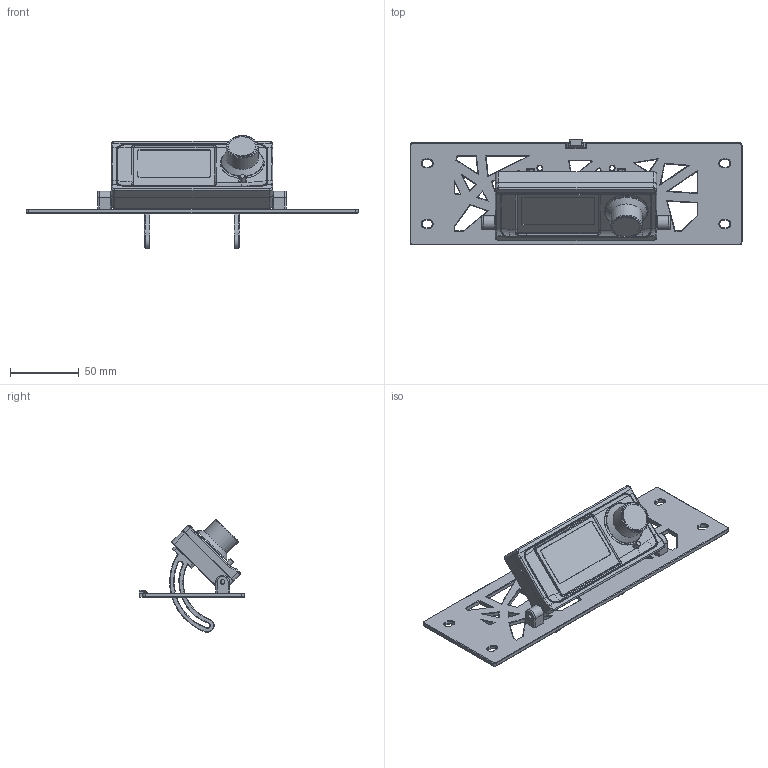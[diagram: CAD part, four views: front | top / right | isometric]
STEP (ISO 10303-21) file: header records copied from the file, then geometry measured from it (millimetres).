
FILE_DESCRIPTION(/* description */ (''),/* implementation_level */ '2;1');
FILE_NAME(/* name */ 'K3_12864_Backpack_Mount.step',/* time_stamp */ '2022-06-26T11:05:39-05:00',/* author */ (''),/* organization */ (''),/* preprocessor_version */ 'ST-DEVELOPER v19',/* originating_system */ 'Autodesk Translation Framework v11.7.0.108',/* authorisation */ '');
FILE_SCHEMA (('AUTOMOTIVE_DESIGN { 1 0 10303 214 3 1 1 }'));
Products named in the file (17): K3_12864_Backpack_Mount; Top Bracket; Mini12864 Assembly; LCD Case Front; [a]_mini12864_case_front_insert (1); M3 Threaded Insert; M3 Threaded Insert (31); M3 Threaded Insert (32); M3 Threaded Insert (33); LCD Case Rear; M3x12 SHCS (1); M3x12 SHCS (12); M3x12 SHCS (23); M3x12 SHCS (24); Mini12864 Screen; Kill Button; Jog
Assembly tree (16 placements, depth 4):
  K3_12864_Backpack_Mount
    Top Bracket
    Mini12864 Assembly
      LCD Case Front
        [a]_mini12864_case_front_insert (1)
        M3 Threaded Insert
        M3 Threaded Insert (31)
        M3 Threaded Insert (32)
        M3 Threaded Insert (33)
      LCD Case Rear
        M3x12 SHCS (1)
        M3x12 SHCS (12)
        M3x12 SHCS (23)
        M3x12 SHCS (24)
      Mini12864 Screen
        Kill Button
        Jog
Bounding box: 241 x 76.5 x 81.92 mm (x, y, z)
Volume: 124586.9 mm3; surface area: 107896.6 mm2
Topology: 26 solids, 26 shells, 1638 faces, 4161 edges, 2584 vertices
Faces by surface type: plane 744, bspline 361, cylinder 357, cone 134, torus 40, sphere 2
Full cylindrical faces by diameter (mm): 2.8 x2, 2.9 x4, 3 x7, 3.25 x4, 3.4 x12, 3.5 x5, 4.2 x4, 4.25 x4, 4.6 x4, 4.7 x8, 5.5 x4, 6 x4, 7 x2, 8 x2, 11 x1, 12 x2, 19.6 x1, 21.2 x1, 21.6 x1, 23.2 x1, 30 x1
Entity records: 58150 total; most frequent: CARTESIAN_POINT 19438, ORIENTED_EDGE 8286, DIRECTION 7410, EDGE_CURVE 4143, AXIS2_PLACEMENT_3D 2660, VERTEX_POINT 2584, LINE 2090, VECTOR 2090
